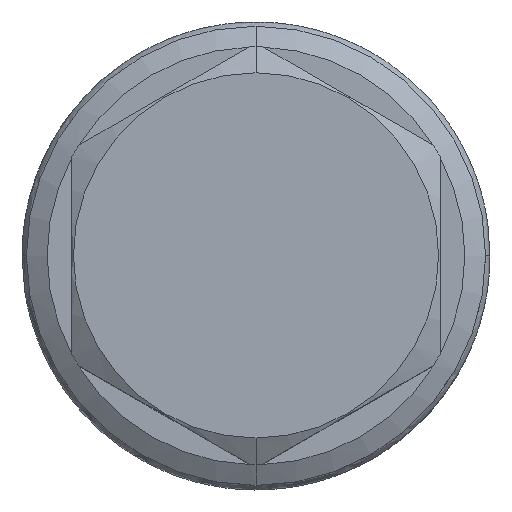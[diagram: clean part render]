
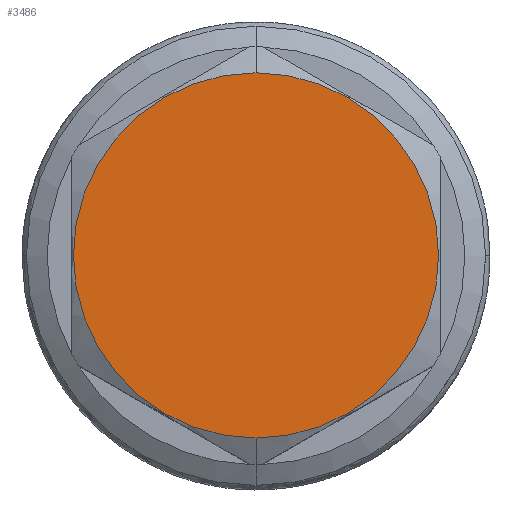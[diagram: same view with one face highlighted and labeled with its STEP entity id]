
A CAD part, top view. The second image highlights one B-rep face of the part: STEP entity #3486.
In plain terms, the highlighted planar face has unit normal (0, 0, 1).
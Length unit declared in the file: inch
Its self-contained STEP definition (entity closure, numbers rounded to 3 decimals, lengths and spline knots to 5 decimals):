
#481=CARTESIAN_POINT('',(0.,0.,3.625));
#482=DIRECTION('',(0.,0.,1.));
#483=DIRECTION('',(0.,-1.,0.));
#484=AXIS2_PLACEMENT_3D('',#481,#482,#483);
#486=CARTESIAN_POINT('',(0.,0.,3.625));
#487=DIRECTION('',(0.,0.,1.));
#488=DIRECTION('',(0.,1.,0.));
#489=AXIS2_PLACEMENT_3D('',#486,#487,#488);
#2709=CARTESIAN_POINT('',(0.,-0.62,3.625));
#2710=CARTESIAN_POINT('',(0.,0.62,3.625));
#2711=VERTEX_POINT('',#2709);
#2712=VERTEX_POINT('',#2710);
#3477=CARTESIAN_POINT('',(0.,0.,3.625));
#3478=DIRECTION('',(0.,0.,1.));
#3479=DIRECTION('',(0.,1.,0.));
#3480=AXIS2_PLACEMENT_3D('',#3477,#3478,#3479);
#3481=PLANE('',#3480);
#3482=ORIENTED_EDGE('',*,*,#3247,.F.);
#3483=ORIENTED_EDGE('',*,*,#3468,.F.);
#3484=EDGE_LOOP('',(#3482,#3483));
#3485=FACE_OUTER_BOUND('',#3484,.F.);
#3486=ADVANCED_FACE('',(#3485),#3481,.T.);
#485=CIRCLE('',#484,0.62);
#490=CIRCLE('',#489,0.62);
#3247=EDGE_CURVE('',#2711,#2712,#485,.T.);
#3468=EDGE_CURVE('',#2712,#2711,#490,.T.);
